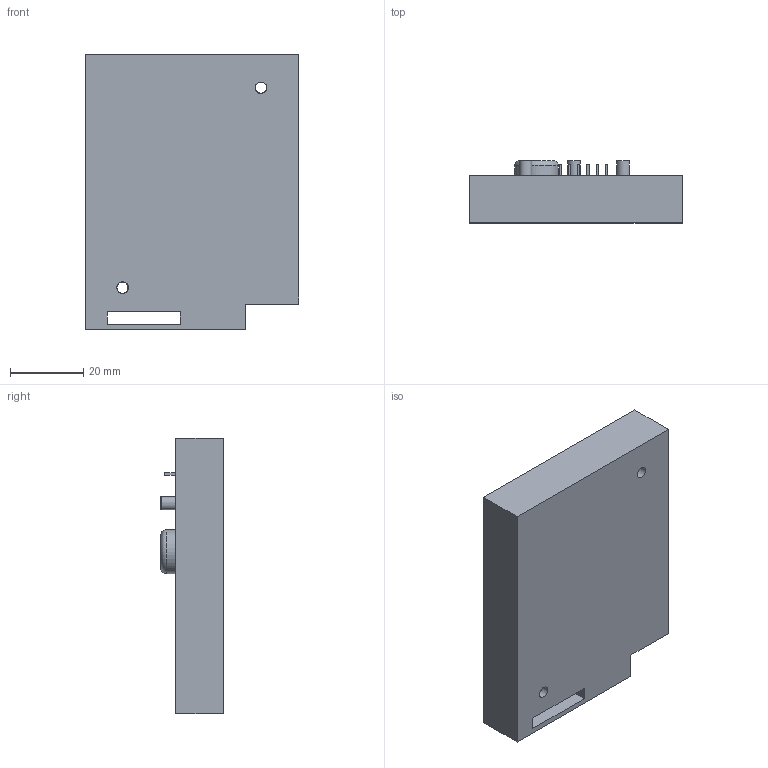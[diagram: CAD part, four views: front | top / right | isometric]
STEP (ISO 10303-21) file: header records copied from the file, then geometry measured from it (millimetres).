
FILE_DESCRIPTION(/* description */ (''),/* implementation_level */ '2;1');
FILE_NAME(/* name */ 'Mini Arcade Game Case (Assembly).step',/* time_stamp */ '2026-02-18T13:16:38+07:00',/* author */ (''),/* organization */ (''),/* preprocessor_version */ 'ST-DEVELOPER v20.1',/* originating_system */ 'Autodesk Translation Framework v14.24.0.0',/* authorisation */ '');
FILE_SCHEMA (('AUTOMOTIVE_DESIGN { 1 0 10303 214 3 1 1 }'));
Length unit declared in the file: millimetre
Products named in the file (10): 2026-02-18-07-13-52-190; 2026-02-18-02-56-05-274; 2026-02-18-02-56-05-275; 2026-02-18-02-56-05-278; 2026-02-18-02-56-05-279; 2026-02-18-02-56-05-280; 2026-02-18-02-56-05-281; 2026-02-18-02-56-05-276; 2026-02-18-02-56-05-277; 2026-02-18-05-45-24-151
Assembly tree (16 placements, depth 3):
  2026-02-18-07-13-52-190
    2026-02-18-02-56-05-274
      2026-02-18-02-56-05-275
      2026-02-18-02-56-05-276  x3
      2026-02-18-02-56-05-277  x6
      2026-02-18-02-56-05-278
      2026-02-18-02-56-05-279
      2026-02-18-02-56-05-280
      2026-02-18-02-56-05-281
    2026-02-18-05-45-24-151
Bounding box: 58.5 x 17.12 x 75.5 mm (x, y, z)
Volume: 32259.3 mm3; surface area: 23471.1 mm2
Topology: 15 solids, 15 shells, 826 faces, 1963 edges, 1261 vertices
Faces by surface type: plane 511, cylinder 260, cone 24, torus 19, bspline 12
Full cylindrical faces by diameter (mm): 0.508 x16, 0.6 x12, 0.8 x20, 0.85 x2, 0.89 x5, 0.9 x2, 1 x24, 1.1 x12, 1.524 x8, 1.724 x8, 2 x1, 2.25 x6, 2.5 x12, 3 x2, 3.2 x2, 3.5 x3, 12 x1
Entity records: 16962 total; most frequent: CARTESIAN_POINT 3059, DIRECTION 2766, ORIENTED_EDGE 2568, EDGE_CURVE 1284, LINE 930, VECTOR 930, AXIS2_PLACEMENT_3D 918, VERTEX_POINT 823
